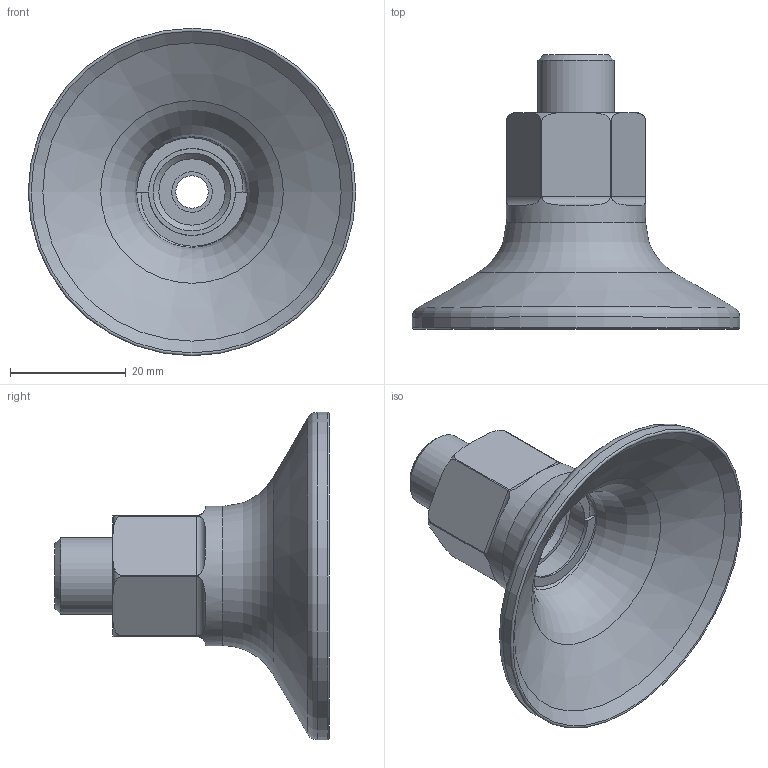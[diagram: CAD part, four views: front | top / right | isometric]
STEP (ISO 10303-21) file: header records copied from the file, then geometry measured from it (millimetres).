
FILE_DESCRIPTION(/* description */ (''),/* implementation_level */ '2;1');
FILE_NAME(/* name */ 'Stuetzkonsole_STAR_Gen_2_0_G1_4a_x_G1_4i_Messing_Kunststoff_109420.stp',/* time_stamp */ '2018-05-04T11:22:51+02:00',/* author */ ('002180'),/* organization */ (''),/* preprocessor_version */ 'ST-DEVELOPER v17',/* originating_system */ 'Autodesk Inventor 2018',/* authorisation */ '');
FILE_SCHEMA (('AUTOMOTIVE_DESIGN { 1 0 10303 214 3 1 1 }'));
Length unit declared in the file: millimetre
Products named in the file (4): anstk29a; anstk29a_1; anmif01a; andsk01a
Assembly tree (3 placements, depth 2):
  anstk29a
    anstk29a_1
    anmif01a
    andsk01a
Bounding box: 56.5 x 47.36 x 56.5 mm (x, y, z)
Volume: 14207.4 mm3; surface area: 12135.2 mm2
Topology: 3 solids, 3 shells, 105 faces, 271 edges, 175 vertices
Faces by surface type: plane 47, cone 28, cylinder 15, torus 11, bspline 4
Full cylindrical faces by diameter (mm): 5.6 x1, 7 x1, 11.445 x1, 12.2 x1, 13.157 x1, 13.5 x1, 15 x1, 24 x1, 56.5 x1
Entity records: 3800 total; most frequent: CARTESIAN_POINT 1273, ORIENTED_EDGE 542, DIRECTION 479, EDGE_CURVE 271, AXIS2_PLACEMENT_3D 200, VERTEX_POINT 175, EDGE_LOOP 114, FACE_OUTER_BOUND 105
